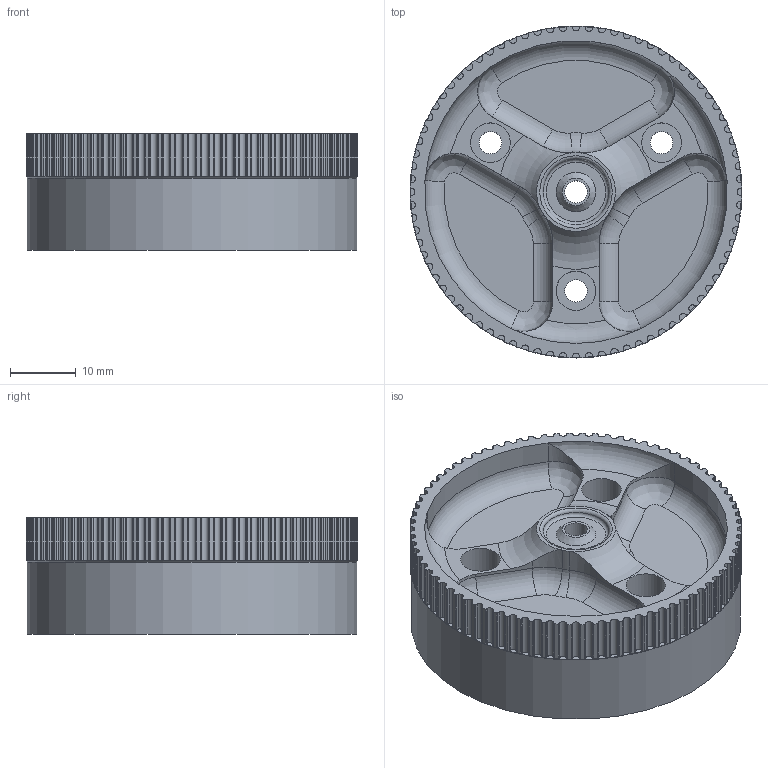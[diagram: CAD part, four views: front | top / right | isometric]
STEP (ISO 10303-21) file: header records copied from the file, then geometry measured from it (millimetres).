
FILE_DESCRIPTION(/* description */ (''),/* implementation_level */ '2;1');
FILE_NAME(/* name */ 'P303.step',/* time_stamp */ '2025-06-25T17:48:52+02:00',/* author */ (''),/* organization */ (''),/* preprocessor_version */ 'ST-DEVELOPER v20.1',/* originating_system */ 'Autodesk Translation Framework v14.10.0.0',/* authorisation */ '');
FILE_SCHEMA (('AUTOMOTIVE_DESIGN { 1 0 10303 214 3 1 1 }'));
Length unit declared in the file: millimetre
Products named in the file (3): P303; P406_2 v4; Component3
Assembly tree (2 placements, depth 2):
  P303
    P406_2 v4
    Component3
Bounding box: 50.4 x 50.4 x 17.75 mm (x, y, z)
Volume: 25607.8 mm3; surface area: 8977.1 mm2
Topology: 1 solids, 1 shells, 723 faces, 1944 edges, 1230 vertices
Faces by surface type: cylinder 514, plane 181, torus 20, bspline 6, cone 2
Full cylindrical faces by diameter (mm): 3.4 x4, 4 x1, 6 x3, 50 x1, 50.4 x1
Entity records: 23558 total; most frequent: DIRECTION 4762, CARTESIAN_POINT 4154, ORIENTED_EDGE 3888, AXIS2_PLACEMENT_3D 2114, EDGE_CURVE 1944, CIRCLE 1392, VERTEX_POINT 1230, EDGE_LOOP 738
